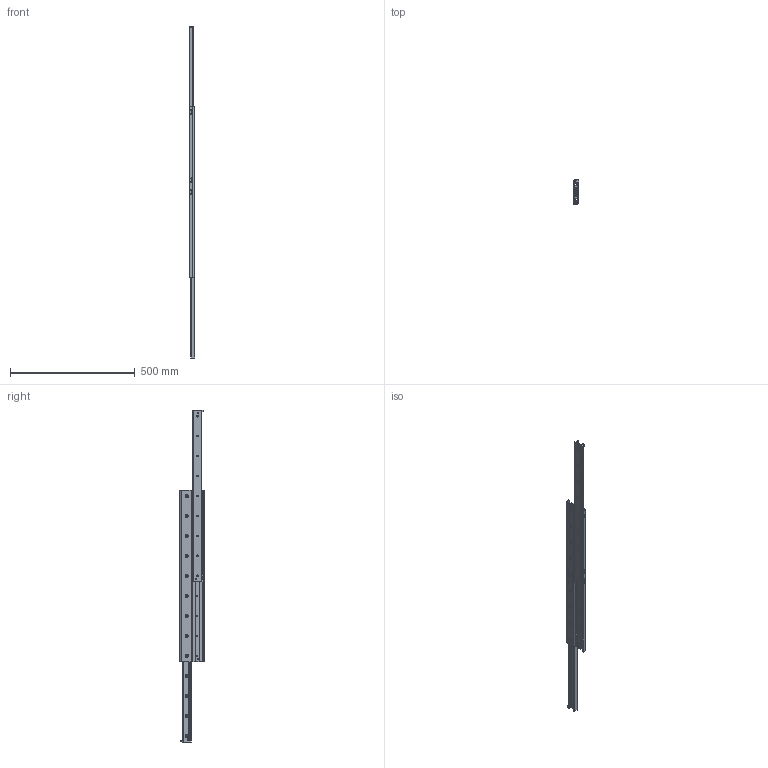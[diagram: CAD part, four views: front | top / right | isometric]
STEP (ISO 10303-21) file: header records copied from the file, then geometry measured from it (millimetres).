
FILE_DESCRIPTION((''),'2;1');
FILE_NAME('LCAS 35.D-0690.stp','2011-10-27T10:09:39',('MKoza'),(''),'Autodesk Inventor 2009','Autodesk Inventor 2009','');
FILE_SCHEMA(('AUTOMOTIVE_DESIGN { 1 0 10303 214 1 1 1 1 }'));
Length unit declared in the file: millimetre
Products named in the file (12): LCAS 35.D; ZP 35.S_1; LLMG 35; LCN 35; KF.LCA 35; + AP.L 35; DIN 7991 M6x12; Anschlagplatte 35; + SP.L 35; + AG.L 35-5; + VKB.L 35 5x10; + VKB.L 35 M5x4
Assembly tree (42 placements, depth 3):
  LCAS 35.D
    ZP 35.S_1
    LLMG 35  x2
    LCN 35  x2
    KF.LCA 35  x2
    + AP.L 35  x4
    DIN 7991 M6x12  x18
    Anschlagplatte 35  x2
      + SP.L 35
      + AG.L 35-5
    + VKB.L 35 5x10  x4
    + VKB.L 35 M5x4  x4
Bounding box: 22.5 x 97 x 1332 mm (x, y, z)
Volume: 798872.7 mm3; surface area: 524258.6 mm2
Topology: 43 solids, 43 shells, 890 faces, 2268 edges, 1478 vertices
Faces by surface type: plane 488, bspline 204, cylinder 140, cone 58
Full cylindrical faces by diameter (mm): 5 x8, 6 x18, 12 x18
Entity records: 11677 total; most frequent: CARTESIAN_POINT 3873, DIRECTION 1479, ORIENTED_EDGE 1378, EDGE_CURVE 689, EDGE_LOOP 579, AXIS2_PLACEMENT_3D 547, VERTEX_POINT 522, VECTOR 385
